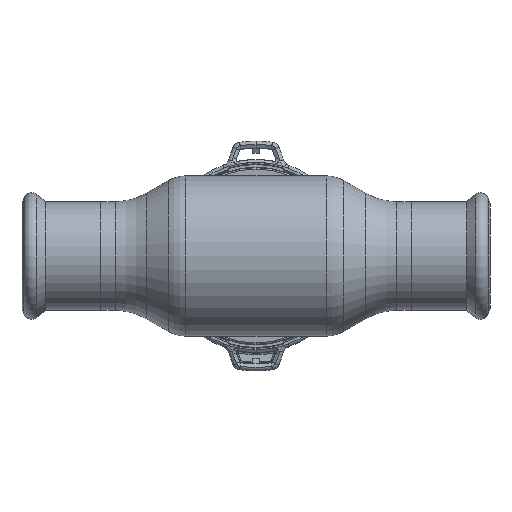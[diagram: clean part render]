
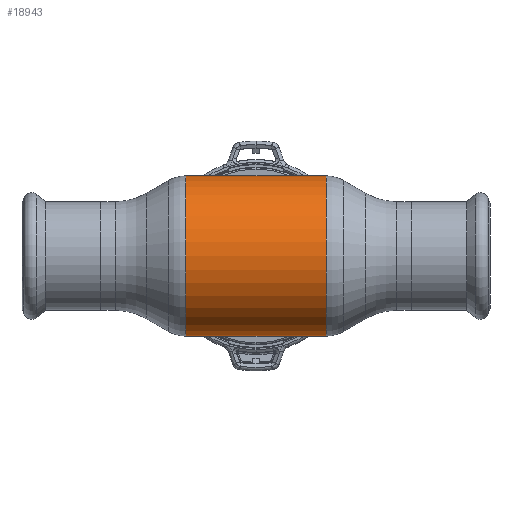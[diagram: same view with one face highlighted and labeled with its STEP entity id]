
A CAD part, front view. The second image highlights one B-rep face of the part: STEP entity #18943.
In plain terms, the highlighted cylindrical face has radius 28.25 mm (diameter 56.5 mm), a partial arc.
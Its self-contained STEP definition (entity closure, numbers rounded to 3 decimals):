
#39 = DIRECTION ( 'NONE',  ( 0., 0., 1. ) ) ;
#626 = CARTESIAN_POINT ( 'NONE',  ( -62.69, 0., 28.25 ) ) ;
#1146 = CARTESIAN_POINT ( 'NONE',  ( -62.69, 0., 0. ) ) ;
#3282 = LINE ( 'NONE', #626, #12134 ) ;
#3978 = DIRECTION ( 'NONE',  ( -1., 0., 0. ) ) ;
#4024 = DIRECTION ( 'NONE',  ( 0., 0., 1. ) ) ;
#5439 = CARTESIAN_POINT ( 'NONE',  ( -24.785, 0., 0. ) ) ;
#6501 = CARTESIAN_POINT ( 'NONE',  ( 24.785, 0., -28.25 ) ) ;
#7890 = VERTEX_POINT ( 'NONE', #34455 ) ;
#10154 = CYLINDRICAL_SURFACE ( 'NONE', #11441, 28.25 ) ;
#11441 = AXIS2_PLACEMENT_3D ( 'NONE', #1146, #3978, #13370 ) ;
#12134 = VECTOR ( 'NONE', #30453, 1000. ) ;
#12330 = ORIENTED_EDGE ( 'NONE', *, *, #20561, .T. ) ;
#13125 = CARTESIAN_POINT ( 'NONE',  ( -24.785, 0., 28.25 ) ) ;
#13370 = DIRECTION ( 'NONE',  ( 0., 0., 1. ) ) ;
#15444 = ORIENTED_EDGE ( 'NONE', *, *, #20538, .T. ) ;
#15512 = CARTESIAN_POINT ( 'NONE',  ( -62.69, 0., -28.25 ) ) ;
#18943 = ADVANCED_FACE ( 'NONE', ( #19626 ), #10154, .T. ) ;
#19626 = FACE_OUTER_BOUND ( 'NONE', #20559, .T. ) ;
#20204 = AXIS2_PLACEMENT_3D ( 'NONE', #5439, #34272, #4024 ) ;
#20538 = EDGE_CURVE ( 'NONE', #39574, #7890, #36663, .T. ) ;
#20559 = EDGE_LOOP ( 'NONE', ( #21343, #15444, #12330, #29179 ) ) ;
#20561 = EDGE_CURVE ( 'NONE', #7890, #22113, #3282, .T. ) ;
#21151 = DIRECTION ( 'NONE',  ( -1., 0., 0. ) ) ;
#21343 = ORIENTED_EDGE ( 'NONE', *, *, #30570, .F. ) ;
#21584 = LINE ( 'NONE', #15512, #24217 ) ;
#22113 = VERTEX_POINT ( 'NONE', #13125 ) ;
#24217 = VECTOR ( 'NONE', #27836, 1000. ) ;
#27836 = DIRECTION ( 'NONE',  ( -1., 0., 0. ) ) ;
#28602 = CIRCLE ( 'NONE', #20204, 28.25 ) ;
#29179 = ORIENTED_EDGE ( 'NONE', *, *, #35196, .F. ) ;
#29262 = CARTESIAN_POINT ( 'NONE',  ( -24.785, 0., -28.25 ) ) ;
#30453 = DIRECTION ( 'NONE',  ( -1., 0., 0. ) ) ;
#30570 = EDGE_CURVE ( 'NONE', #39574, #37912, #21584, .T. ) ;
#34272 = DIRECTION ( 'NONE',  ( -1., 0., 0. ) ) ;
#34455 = CARTESIAN_POINT ( 'NONE',  ( 24.785, 0., 28.25 ) ) ;
#35196 = EDGE_CURVE ( 'NONE', #37912, #22113, #28602, .T. ) ;
#36663 = CIRCLE ( 'NONE', #37950, 28.25 ) ;
#37912 = VERTEX_POINT ( 'NONE', #29262 ) ;
#37950 = AXIS2_PLACEMENT_3D ( 'NONE', #39754, #21151, #39 ) ;
#39574 = VERTEX_POINT ( 'NONE', #6501 ) ;
#39754 = CARTESIAN_POINT ( 'NONE',  ( 24.785, 0., 0. ) ) ;
